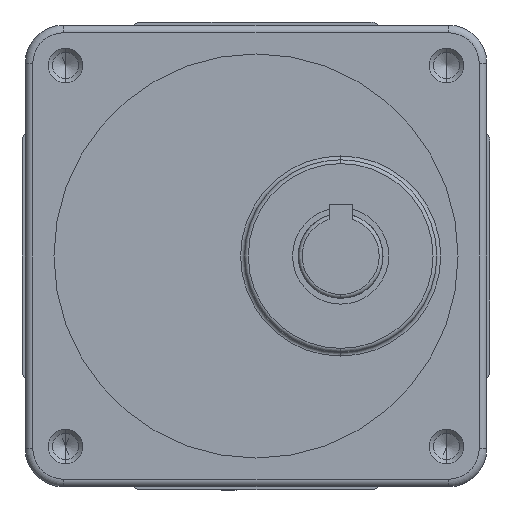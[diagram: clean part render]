
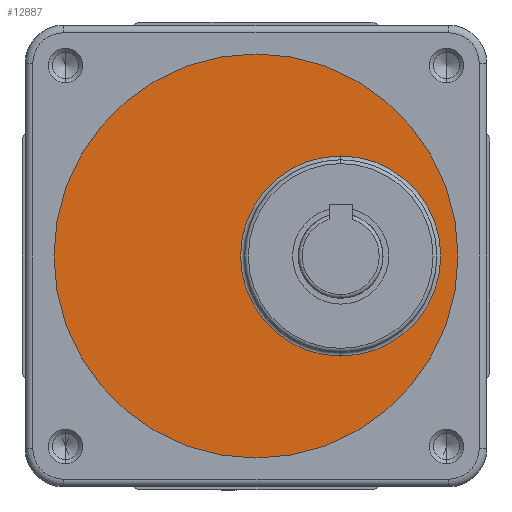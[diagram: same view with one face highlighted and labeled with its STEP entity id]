
A CAD part, front view. The second image highlights one B-rep face of the part: STEP entity #12887.
In plain terms, the highlighted face is planar.
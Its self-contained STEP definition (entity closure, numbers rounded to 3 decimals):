
#169 = DIRECTION ( 'NONE',  ( 1., 0., 0. ) ) ;
#292 = DIRECTION ( 'NONE',  ( 0., 0., 1. ) ) ;
#986 = AXIS2_PLACEMENT_3D ( 'NONE', #3497, #15189, #5157 ) ;
#2276 = CIRCLE ( 'NONE', #986, 52.5 ) ;
#3497 = CARTESIAN_POINT ( 'NONE',  ( 0., 0., 95.5 ) ) ;
#3853 = CARTESIAN_POINT ( 'NONE',  ( -52.5, 0., 95.5 ) ) ;
#3886 = EDGE_LOOP ( 'NONE', ( #5827, #6250 ) ) ;
#4324 = DIRECTION ( 'NONE',  ( 0., 0., 1. ) ) ;
#4419 = FACE_OUTER_BOUND ( 'NONE', #3886, .T. ) ;
#4436 = AXIS2_PLACEMENT_3D ( 'NONE', #14335, #4324, #16028 ) ;
#4704 = CIRCLE ( 'NONE', #4436, 52.5 ) ;
#5157 = DIRECTION ( 'NONE',  ( 1., 0., 0. ) ) ;
#5410 = AXIS2_PLACEMENT_3D ( 'NONE', #20350, #292, #12096 ) ;
#5556 = EDGE_CURVE ( 'NONE', #20012, #8822, #2276, .T. ) ;
#5827 = ORIENTED_EDGE ( 'NONE', *, *, #5556, .T. ) ;
#6250 = ORIENTED_EDGE ( 'NONE', *, *, #12034, .T. ) ;
#6444 = ORIENTED_EDGE ( 'NONE', *, *, #12295, .T. ) ;
#7384 = AXIS2_PLACEMENT_3D ( 'NONE', #20245, #10292, #169 ) ;
#7540 = ORIENTED_EDGE ( 'NONE', *, *, #8187, .T. ) ;
#7692 = CARTESIAN_POINT ( 'NONE',  ( -26., 22., 95.5 ) ) ;
#8187 = EDGE_CURVE ( 'NONE', #12286, #18394, #13747, .T. ) ;
#8320 = FACE_BOUND ( 'NONE', #9807, .T. ) ;
#8434 = DIRECTION ( 'NONE',  ( 0., 0., -1. ) ) ;
#8590 = CARTESIAN_POINT ( 'NONE',  ( 52.5, 0., 95.5 ) ) ;
#8732 = PLANE ( 'NONE',  #5410 ) ;
#8822 = VERTEX_POINT ( 'NONE', #3853 ) ;
#9807 = EDGE_LOOP ( 'NONE', ( #7540, #6444 ) ) ;
#10292 = DIRECTION ( 'NONE',  ( 0., 0., -1. ) ) ;
#11480 = AXIS2_PLACEMENT_3D ( 'NONE', #18411, #8434, #20068 ) ;
#12034 = EDGE_CURVE ( 'NONE', #8822, #20012, #4704, .T. ) ;
#12096 = DIRECTION ( 'NONE',  ( 1., 0., 0. ) ) ;
#12286 = VERTEX_POINT ( 'NONE', #13528 ) ;
#12295 = EDGE_CURVE ( 'NONE', #18394, #12286, #16706, .T. ) ;
#12887 = ADVANCED_FACE ( 'NONE', ( #8320, #4419 ), #8732, .T. ) ;
#13528 = CARTESIAN_POINT ( 'NONE',  ( 26., 22., 95.5 ) ) ;
#13747 = CIRCLE ( 'NONE', #11480, 26. ) ;
#14335 = CARTESIAN_POINT ( 'NONE',  ( 0., 0., 95.5 ) ) ;
#15189 = DIRECTION ( 'NONE',  ( 0., 0., 1. ) ) ;
#16028 = DIRECTION ( 'NONE',  ( 1., 0., 0. ) ) ;
#16706 = CIRCLE ( 'NONE', #7384, 26. ) ;
#18394 = VERTEX_POINT ( 'NONE', #7692 ) ;
#18411 = CARTESIAN_POINT ( 'NONE',  ( 0., 22., 95.5 ) ) ;
#20012 = VERTEX_POINT ( 'NONE', #8590 ) ;
#20068 = DIRECTION ( 'NONE',  ( 1., 0., 0. ) ) ;
#20245 = CARTESIAN_POINT ( 'NONE',  ( 0., 22., 95.5 ) ) ;
#20350 = CARTESIAN_POINT ( 'NONE',  ( 0., 0., 95.5 ) ) ;
